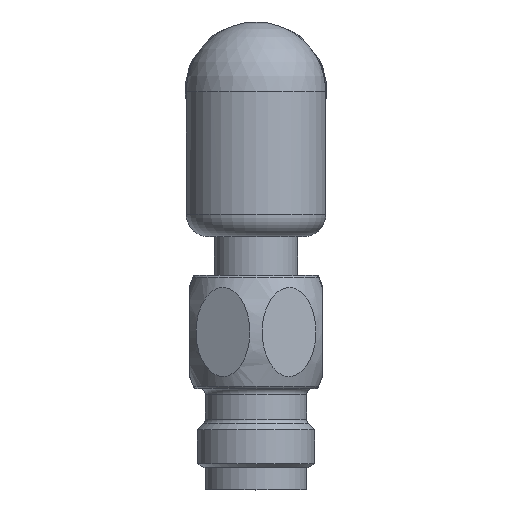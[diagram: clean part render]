
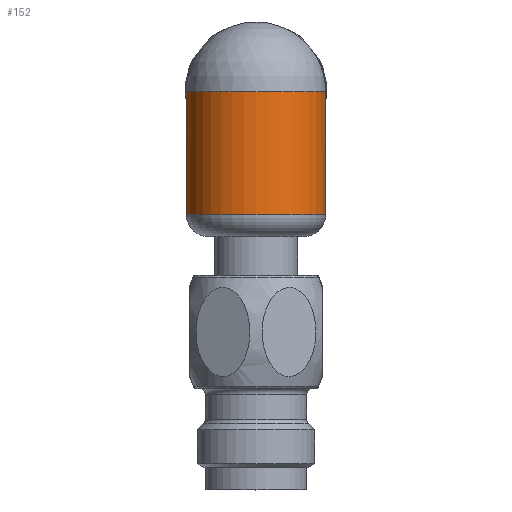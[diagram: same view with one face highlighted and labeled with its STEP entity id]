
A CAD part, front view. The second image highlights one B-rep face of the part: STEP entity #152.
In plain terms, the highlighted cylindrical face has radius 4.75 mm (diameter 9.5 mm), a full revolution.
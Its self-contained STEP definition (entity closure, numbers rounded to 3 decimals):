
#152=ADVANCED_FACE('',(#274,#275),#200,.T.);
#200=CYLINDRICAL_SURFACE('',#912,4.75);
#219=B_SPLINE_CURVE_WITH_KNOTS('',3,(#1660,#1661,#1662,#1663,#1664,#1665,
#1666,#1667,#1668,#1669,#1670,#1671,#1672,#1673,#1674,#1675,#1676,#1677,
#1678,#1679,#1680,#1681,#1682,#1683,#1684,#1685),.UNSPECIFIED.,.F.,.F.,
(4,2,2,2,2,2,2,2,2,2,2,2,4),(0.,0.031,0.063,0.125,
0.25,0.375,0.5,0.625,
0.75,0.875,0.938,0.969,1.),
 .UNSPECIFIED.);
#274=FACE_BOUND('',#397,.T.);
#275=FACE_BOUND('',#398,.T.);
#397=EDGE_LOOP('',(#542));
#398=EDGE_LOOP('',(#543,#544));
#542=ORIENTED_EDGE('',*,*,#734,.T.);
#543=ORIENTED_EDGE('',*,*,#735,.T.);
#544=ORIENTED_EDGE('',*,*,#736,.T.);
#660=VERTEX_POINT('',#1656);
#661=VERTEX_POINT('',#1658);
#662=VERTEX_POINT('',#1659);
#734=EDGE_CURVE('',#660,#660,#817,.T.);
#735=EDGE_CURVE('',#661,#662,#818,.T.);
#736=EDGE_CURVE('',#662,#661,#219,.T.);
#817=CIRCLE('',#910,4.75);
#818=CIRCLE('',#911,4.75);
#910=AXIS2_PLACEMENT_3D('',#1655,#1100,#1101);
#911=AXIS2_PLACEMENT_3D('',#1657,#1102,#1103);
#912=AXIS2_PLACEMENT_3D('',#1686,#1104,#1105);
#1100=DIRECTION('',(0.,0.,1.));
#1101=DIRECTION('',(1.,0.,0.));
#1102=DIRECTION('',(0.,0.,-1.));
#1103=DIRECTION('',(1.,0.,0.));
#1104=DIRECTION('',(0.,0.,-1.));
#1105=DIRECTION('',(1.,0.,0.));
#1655=CARTESIAN_POINT('',(0.,-102.489,1.103));
#1656=CARTESIAN_POINT('',(4.75,-102.489,1.103));
#1657=CARTESIAN_POINT('',(0.,-102.489,9.45));
#1658=CARTESIAN_POINT('',(4.75,-102.532,9.45));
#1659=CARTESIAN_POINT('',(-4.75,-102.532,9.45));
#1660=CARTESIAN_POINT('',(-4.75,-102.532,9.45));
#1661=CARTESIAN_POINT('',(-4.75,-102.532,9.213));
#1662=CARTESIAN_POINT('',(-4.75,-102.376,9.011));
#1663=CARTESIAN_POINT('',(-4.739,-102.138,8.608));
#1664=CARTESIAN_POINT('',(-4.728,-102.014,8.409));
#1665=CARTESIAN_POINT('',(-4.681,-101.643,7.813));
#1666=CARTESIAN_POINT('',(-4.629,-101.395,7.422));
#1667=CARTESIAN_POINT('',(-4.412,-100.657,6.257));
#1668=CARTESIAN_POINT('',(-4.185,-100.168,5.489));
#1669=CARTESIAN_POINT('',(-3.504,-99.231,4.016));
#1670=CARTESIAN_POINT('',(-3.053,-98.779,3.306));
#1671=CARTESIAN_POINT('',(-1.804,-98.035,2.139));
#1672=CARTESIAN_POINT('',(-0.928,-97.737,1.671));
#1673=CARTESIAN_POINT('',(0.949,-97.741,1.678));
#1674=CARTESIAN_POINT('',(1.817,-98.041,2.149));
#1675=CARTESIAN_POINT('',(3.06,-98.785,3.316));
#1676=CARTESIAN_POINT('',(3.509,-99.236,4.025));
#1677=CARTESIAN_POINT('',(4.185,-100.17,5.491));
#1678=CARTESIAN_POINT('',(4.413,-100.659,6.261));
#1679=CARTESIAN_POINT('',(4.63,-101.397,7.424));
#1680=CARTESIAN_POINT('',(4.681,-101.644,7.815));
#1681=CARTESIAN_POINT('',(4.728,-102.015,8.41));
#1682=CARTESIAN_POINT('',(4.739,-102.138,8.608));
#1683=CARTESIAN_POINT('',(4.75,-102.376,9.011));
#1684=CARTESIAN_POINT('',(4.75,-102.532,9.212));
#1685=CARTESIAN_POINT('',(4.75,-102.532,9.45));
#1686=CARTESIAN_POINT('',(0.,-102.489,14.35));
